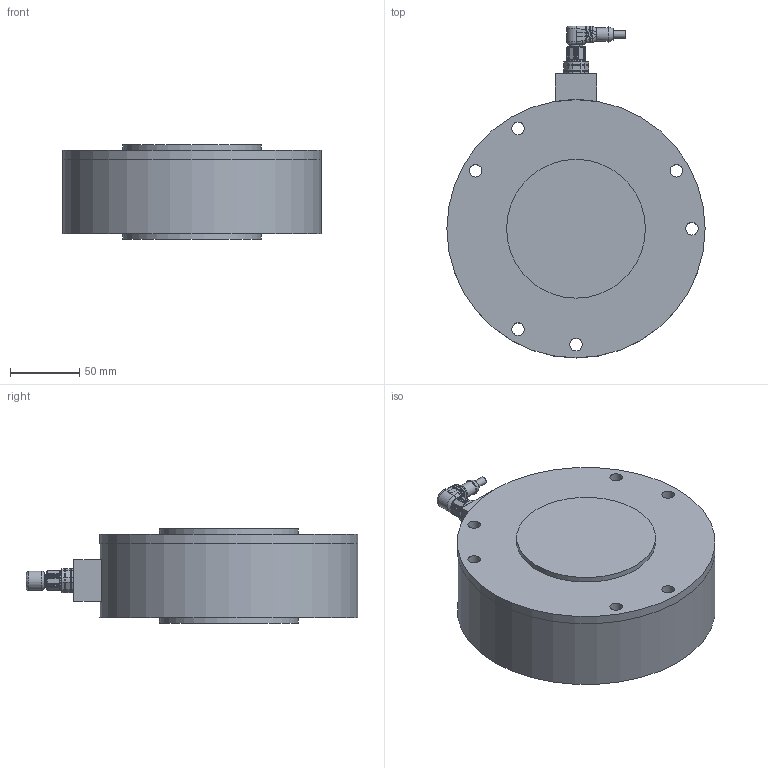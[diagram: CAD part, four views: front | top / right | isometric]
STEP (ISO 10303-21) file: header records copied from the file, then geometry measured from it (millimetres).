
FILE_DESCRIPTION (( 'STEP AP214' ), '1' );
FILE_NAME ('a_BZA3-30-500N...3000N-S2 STEP.STEP', '2024-10-15T08:24:14', ( '' ), ( '' ), 'SwSTEP 2.0', 'SolidWorks 2023', '' );
FILE_SCHEMA (( 'AUTOMOTIVE_DESIGN' ));
Length unit declared in the file: millimetre
Products named in the file (1): a_BZA3-30-500N...3000N-S2 STEP
Bounding box: 186 x 239.12 x 68 mm (x, y, z)
Volume: 1419576.1 mm3; surface area: 246020.1 mm2
Topology: 6 solids, 11 shells, 725 faces, 1900 edges, 1232 vertices
Faces by surface type: plane 385, cylinder 199, cone 75, bspline 63, torus 3
Full cylindrical faces by diameter (mm): 1 x8, 1.1 x4, 1.15 x4, 1.2 x1, 1.5 x4, 1.55 x8, 1.6 x8, 1.85 x4, 3.4 x4, 5.2 x1, 7.65 x1, 8.375 x1, 8.42 x1, 9 x12, 9.22 x1, 9.3 x1, 9.6 x1, 9.7 x1, 9.95 x1, 10.4 x1, 10.8 x1, 11 x1, 12 x1, 13.5 x2, 14 x1, 14.5 x1, 16 x1, 16.7 x1, 24 x1, 42 x1
Entity records: 24516 total; most frequent: CARTESIAN_POINT 7991, ORIENTED_EDGE 3388, DIRECTION 3145, EDGE_CURVE 1694, VERTEX_POINT 1164, AXIS2_PLACEMENT_3D 1143, EDGE_LOOP 954, LINE 859
